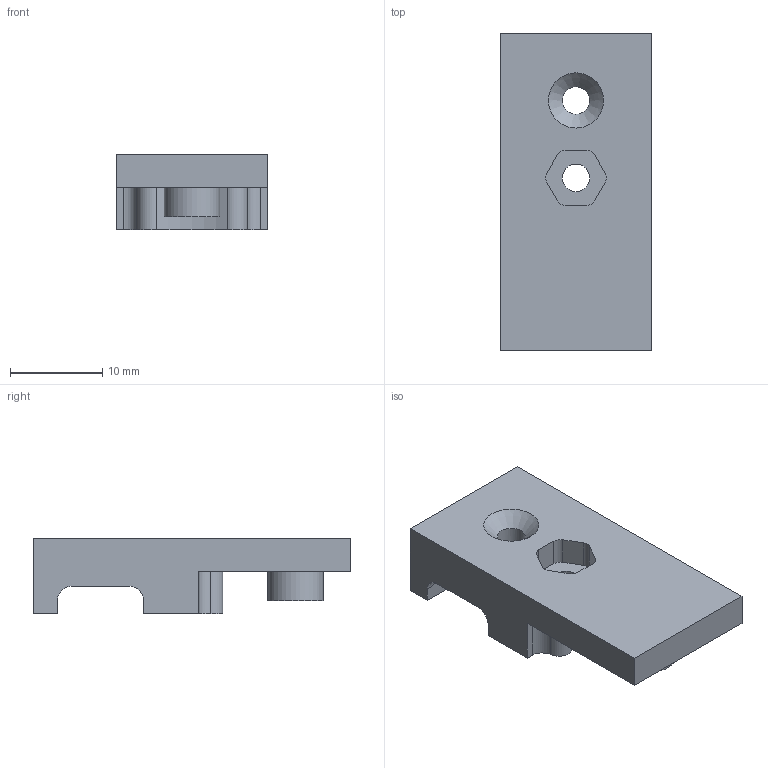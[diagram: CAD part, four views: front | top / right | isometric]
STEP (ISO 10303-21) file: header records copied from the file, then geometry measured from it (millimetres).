
FILE_DESCRIPTION(/* description */ ('STEP AP214'),/* implementation_level */ '2;1');
FILE_NAME(/* name */ '643fdfc915a8f12fddb98e2e',/* time_stamp */ '2023-04-19T12:34:18+00:00',/* author */ (''),/* organization */ (''),/* preprocessor_version */ 'ST-DEVELOPER v18.102',/* originating_system */ ' ',/* authorisation */ ' ');
FILE_SCHEMA (('AUTOMOTIVE_DESIGN {1 0 10303 214 3 1 1}'));
Length unit declared in the file: metre
Products named in the file (1): 2.5 Hindfoot Yaw Guide 1 Metal
Bounding box: 16.5 x 34.5 x 8.23 mm (x, y, z)
Volume: 2898.2 mm3; surface area: 2087.2 mm2
Topology: 1 solids, 1 shells, 47 faces, 126 edges, 84 vertices
Faces by surface type: plane 25, cylinder 19, torus 2, cone 1
Full cylindrical faces by diameter (mm): 3 x2, 6 x1
Entity records: 1505 total; most frequent: CARTESIAN_POINT 278, DIRECTION 252, ORIENTED_EDGE 242, EDGE_CURVE 121, AXIS2_PLACEMENT_3D 88, VERTEX_POINT 83, LINE 76, VECTOR 76
